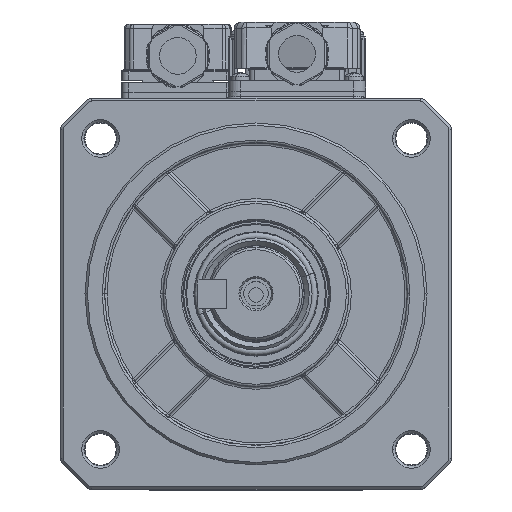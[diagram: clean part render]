
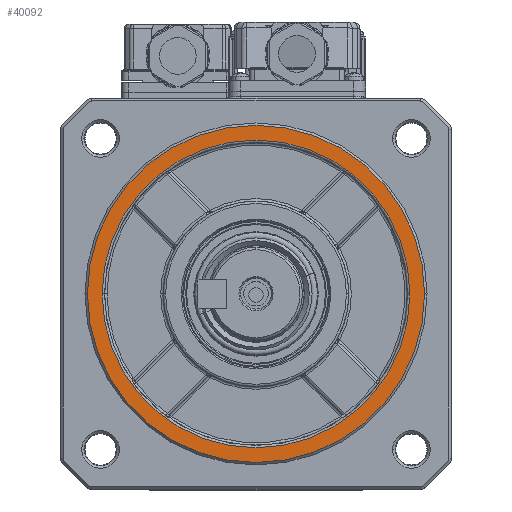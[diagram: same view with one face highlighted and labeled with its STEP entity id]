
A CAD part, top view. The second image highlights one B-rep face of the part: STEP entity #40092.
In plain terms, the highlighted planar face has unit normal (0, 0, 1).
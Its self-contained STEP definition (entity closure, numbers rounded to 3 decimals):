
#678 = CIRCLE ( 'NONE', #26368, 34.5 ) ;
#2045 = DIRECTION ( 'NONE',  ( 0., 0., 1. ) ) ;
#4672 = EDGE_LOOP ( 'NONE', ( #31509, #46585 ) ) ;
#7503 = AXIS2_PLACEMENT_3D ( 'NONE', #60600, #44892, #13470 ) ;
#7964 = CARTESIAN_POINT ( 'NONE',  ( 0., 0., 0. ) ) ;
#12061 = DIRECTION ( 'NONE',  ( 0., 0., -1. ) ) ;
#13470 = DIRECTION ( 'NONE',  ( -1., 0., 0. ) ) ;
#18682 = AXIS2_PLACEMENT_3D ( 'NONE', #64452, #12061, #59201 ) ;
#20525 = VERTEX_POINT ( 'NONE', #44881 ) ;
#22226 = VERTEX_POINT ( 'NONE', #37413 ) ;
#22552 = AXIS2_PLACEMENT_3D ( 'NONE', #26136, #68406, #25784 ) ;
#25759 = DIRECTION ( 'NONE',  ( -1., 0., 0. ) ) ;
#25784 = DIRECTION ( 'NONE',  ( 1., 0., 0. ) ) ;
#26136 = CARTESIAN_POINT ( 'NONE',  ( 0., 0., 0. ) ) ;
#26368 = AXIS2_PLACEMENT_3D ( 'NONE', #44667, #2045, #55497 ) ;
#28710 = CIRCLE ( 'NONE', #18682, 31.491 ) ;
#28932 = EDGE_CURVE ( 'NONE', #46012, #32007, #40364, .T. ) ;
#31509 = ORIENTED_EDGE ( 'NONE', *, *, #32499, .T. ) ;
#32007 = VERTEX_POINT ( 'NONE', #50637 ) ;
#32499 = EDGE_CURVE ( 'NONE', #22226, #20525, #28710, .T. ) ;
#32861 = EDGE_LOOP ( 'NONE', ( #45381, #51533 ) ) ;
#37413 = CARTESIAN_POINT ( 'NONE',  ( -31.491, 0., 0. ) ) ;
#37772 = CARTESIAN_POINT ( 'NONE',  ( -34.5, 0., 0. ) ) ;
#39310 = PLANE ( 'NONE',  #7503 ) ;
#40092 = ADVANCED_FACE ( 'NONE', ( #66891, #65855 ), #39310, .F. ) ;
#40364 = CIRCLE ( 'NONE', #22552, 34.5 ) ;
#44667 = CARTESIAN_POINT ( 'NONE',  ( 0., 0., 0. ) ) ;
#44881 = CARTESIAN_POINT ( 'NONE',  ( 31.491, 0., 0. ) ) ;
#44892 = DIRECTION ( 'NONE',  ( 0., 0., -1. ) ) ;
#45381 = ORIENTED_EDGE ( 'NONE', *, *, #28932, .T. ) ;
#46012 = VERTEX_POINT ( 'NONE', #37772 ) ;
#46585 = ORIENTED_EDGE ( 'NONE', *, *, #53428, .T. ) ;
#50637 = CARTESIAN_POINT ( 'NONE',  ( 34.5, 0., 0. ) ) ;
#51533 = ORIENTED_EDGE ( 'NONE', *, *, #66191, .T. ) ;
#53428 = EDGE_CURVE ( 'NONE', #20525, #22226, #63408, .T. ) ;
#55497 = DIRECTION ( 'NONE',  ( 1., 0., 0. ) ) ;
#57820 = AXIS2_PLACEMENT_3D ( 'NONE', #7964, #68389, #25759 ) ;
#59201 = DIRECTION ( 'NONE',  ( -1., 0., 0. ) ) ;
#60600 = CARTESIAN_POINT ( 'NONE',  ( 0., 31., 0. ) ) ;
#63408 = CIRCLE ( 'NONE', #57820, 31.491 ) ;
#64452 = CARTESIAN_POINT ( 'NONE',  ( 0., 0., 0. ) ) ;
#65855 = FACE_OUTER_BOUND ( 'NONE', #32861, .T. ) ;
#66191 = EDGE_CURVE ( 'NONE', #32007, #46012, #678, .T. ) ;
#66891 = FACE_BOUND ( 'NONE', #4672, .T. ) ;
#68389 = DIRECTION ( 'NONE',  ( 0., 0., -1. ) ) ;
#68406 = DIRECTION ( 'NONE',  ( 0., 0., 1. ) ) ;
